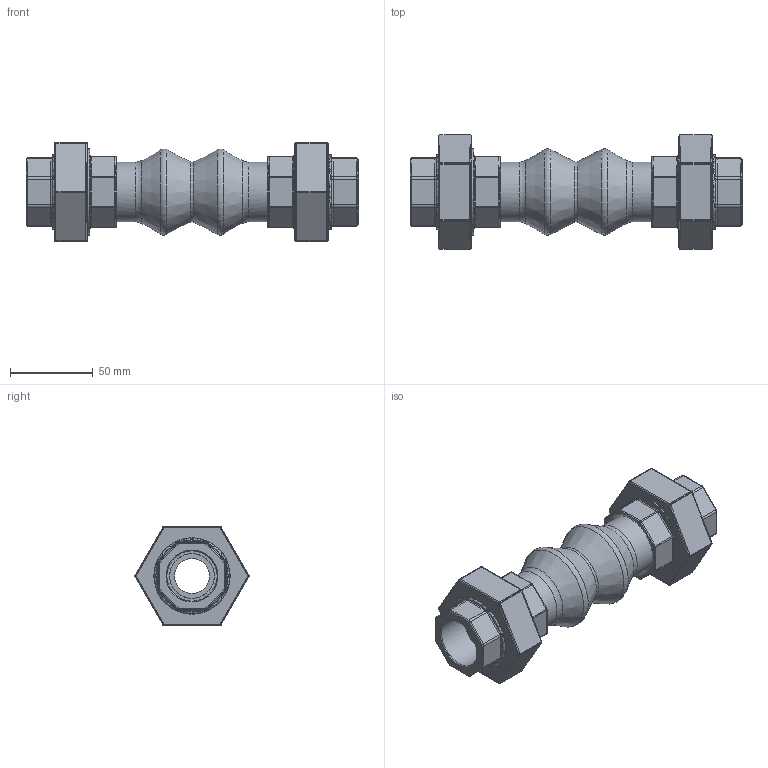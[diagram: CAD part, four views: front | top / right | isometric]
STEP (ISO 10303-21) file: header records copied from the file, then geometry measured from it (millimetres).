
FILE_DESCRIPTION(('HOOPS Exchange Step'),'2;1');
FILE_NAME('KP02_DN25.stp','2025-12-08T10:52:10+01:00',('nieru'),('Unknown organisation'),'HOOPS Exchange 2024.2','HOOPS Exchange','Unknown authorisation');
FILE_SCHEMA( ('AP203_CONFIGURATION_CONTROLLED_3D_DESIGN_OF_MECHANICAL_PARTS_AND_ASSEMBLIES_MIM_LF') );
Length unit declared in the file: millimetre
Products named in the file (2): 0; root
Assembly tree (1 placements, depth 2):
  root
    0
Bounding box: 200 x 68.97 x 60 mm (x, y, z)
Volume: 234210 mm3; surface area: 60457.9 mm2
Topology: 1 solids, 1 shells, 585 faces, 1402 edges, 830 vertices
Faces by surface type: cylinder 247, bspline 96, plane 89, sphere 80, torus 63, cone 10
Full cylindrical faces by diameter (mm): 21 x2, 27 x2, 30.291 x2, 36 x2, 45.5 x2, 46 x2, 46.587 x1, 52 x2
Entity records: 40974 total; most frequent: CARTESIAN_POINT 29335, ORIENTED_EDGE 2804, DIRECTION 1738, EDGE_CURVE 1402, VERTEX_POINT 830, B_SPLINE_CURVE_WITH_KNOTS 822, AXIS2_PLACEMENT_3D 682, EDGE_LOOP 598
